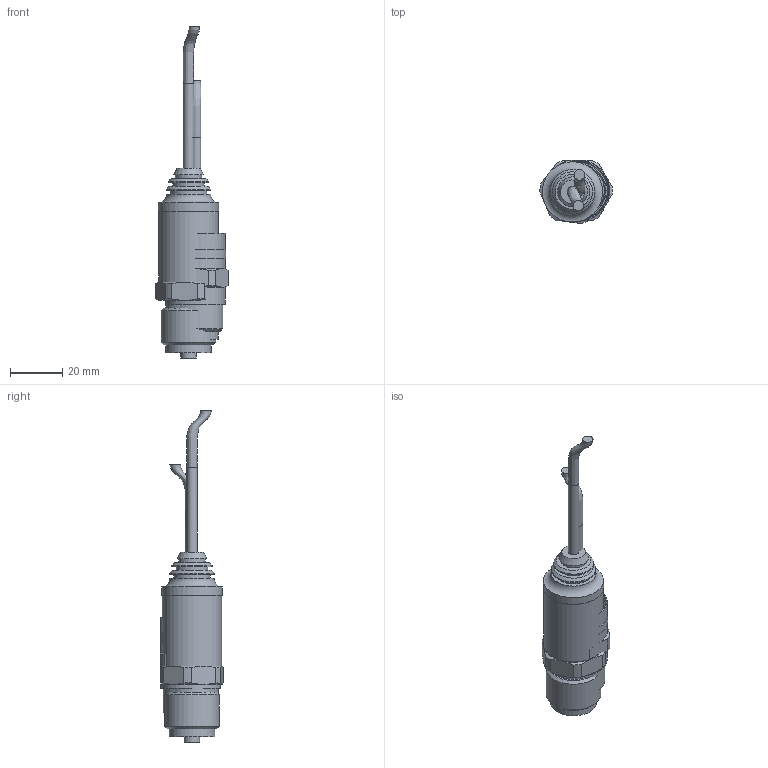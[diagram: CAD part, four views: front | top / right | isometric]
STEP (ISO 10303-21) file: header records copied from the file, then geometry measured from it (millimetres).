
FILE_DESCRIPTION( ( 'Unknown' ), '1' );
FILE_NAME( 'CTXx.3.x.xxx.1.stp', 'Unknown', ( 'Unknown' ), ( 'Unknown' ), 'PSStep 14.0', 'Unknown', ' ' );
FILE_SCHEMA( ( 'AUTOMOTIVE_DESIGN { 1 0 10303 214 1 1 1 1 }' ) );
Length unit declared in the file: millimetre
Products named in the file (5): Assem1; 71181-02 Capot vissé CTX100; 71182-01-02 Embout; 71182-01-01 Cable; 71179-03-I01
Bounding box: 27.67 x 24.08 x 126.77 mm (x, y, z)
Volume: 35216.3 mm3; surface area: 22700.2 mm2
Topology: 6 solids, 8 shells, 212 faces, 412 edges, 256 vertices
Faces by surface type: plane 78, cylinder 60, cone 58, torus 8, bspline 8
Full cylindrical faces by diameter (mm): 4 x6, 4.1 x2, 6 x2, 6.85 x2, 10 x2, 12 x2, 13.8 x2, 14 x2, 15.291 x2, 15.5 x2, 17 x2, 17.107 x2, 17.5 x4, 18.917 x2, 19 x4, 20 x2, 20.3 x2, 20.955 x2, 22.7 x2, 23 x2
Entity records: 4647 total; most frequent: CARTESIAN_POINT 1765, DIRECTION 428, ORIENTED_EDGE 304, AXIS2_PLACEMENT_3D 202, EDGE_LOOP 186, EDGE_CURVE 152, FACE_OUTER_BOUND 138, VERTEX_POINT 124
